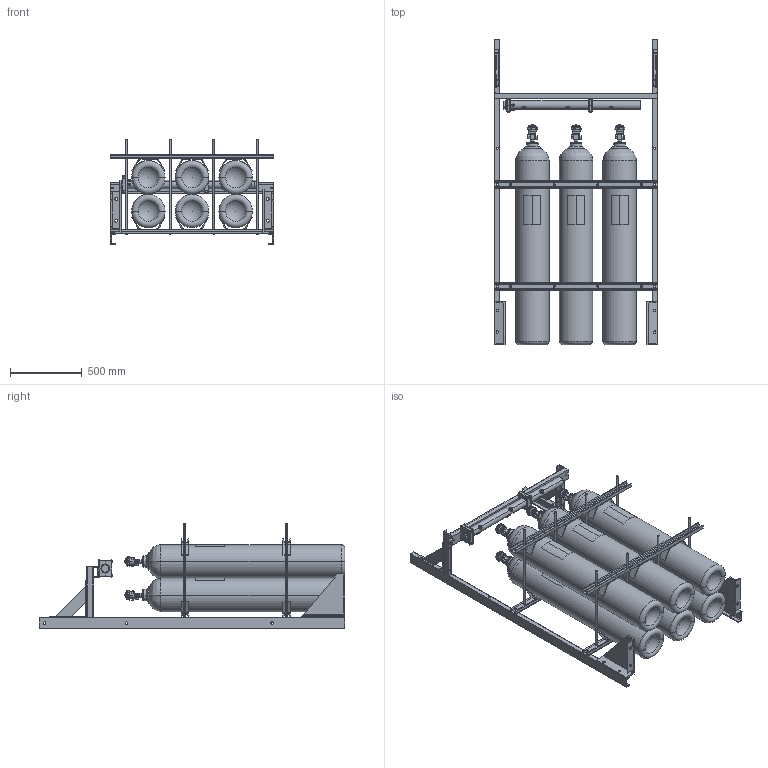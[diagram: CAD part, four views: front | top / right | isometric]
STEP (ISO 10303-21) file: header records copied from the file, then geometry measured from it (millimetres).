
FILE_DESCRIPTION (( 'STEP AP214' ), '1' );
FILE_NAME ('Cylinder Storage Rack, 49L, Structural, Red Painted (6 cylinder 3x2) Six Cylinders.STEP', '2020-04-30T15:03:35', ( '' ), ( '' ), 'SwSTEP 2.0', 'SolidWorks 2019', '' );
FILE_SCHEMA (( 'AUTOMOTIVE_DESIGN' ));
Length unit declared in the file: inch
Products named in the file (34): P-000-950-098.stp; 8BC300-25E_CYLINDER.stp; V_MULLER_470B0020.stp; Tank_49L.stp; P-000-950-058.stp; 470B0020_HANDLE.stp; P-000-950-057.stp; PLUG_HEX HD_1.500 NPT M_CL 3000_ALY STL_GALV.stp; Z-000-950-115_AS-01.stp; 470B0020_PLATE.stp; P-000-950-085.stp; P-000-950-094.stp; Cylinder Storage Rack, 49L, Structural, Red Painted (6 cylinder 3x2) Six Cylinders; P-000-950-088.stp; P-000-950-092.stp; Cylinder Storage Rack, 49L, Structural, Red Painted (6 cylinder 3x2) Six Cylinders.stp; P-000-950-111 (-02).stp; P-000-950-110(-02).stp; P-000-950-083.stp; CLAMP_MCMASTER-CARR_3015T315.stp; 470B0020_HEX NUT.stp; P-000-950-081.stp; 470B0020_HOUSING.stp; PLUG_HEX HD_0.250 NPT M_CL 3000_ALY STL_GALV.stp
Assembly tree (78 placements, depth 5):
  Cylinder Storage Rack, 49L, Structural, Red Painted (6 cylinder 3x2) Six Cylinders
    Cylinder Storage Rack, 49L, Structural, Red Painted (6 cylinder 3x2) Six Cylinders.stp
      P-000-950-094.stp
        CLAMP_MCMASTER-CARR_3015T315.stp  x2
        P-000-950-092.stp
      Tank_49L.stp
        V_MULLER_470B0020.stp
          470B0020_HOUSING.stp
          470B0020_PLATE.stp
          470B0020_HANDLE.stp
          470B0020_HEX NUT.stp
        8BC300-25E_CYLINDER.stp
        Z-000-950-115_AS-01.stp
      Tank_49L.stp
        V_MULLER_470B0020.stp
          470B0020_HOUSING.stp
          470B0020_PLATE.stp
          470B0020_HANDLE.stp
          470B0020_HEX NUT.stp
        8BC300-25E_CYLINDER.stp
        Z-000-950-115_AS-01.stp
      Tank_49L.stp
        V_MULLER_470B0020.stp
          470B0020_HOUSING.stp
          470B0020_PLATE.stp
          470B0020_HANDLE.stp
          470B0020_HEX NUT.stp
        8BC300-25E_CYLINDER.stp
        Z-000-950-115_AS-01.stp
      Tank_49L.stp
        V_MULLER_470B0020.stp
          470B0020_HOUSING.stp
          470B0020_PLATE.stp
          470B0020_HANDLE.stp
          470B0020_HEX NUT.stp
        8BC300-25E_CYLINDER.stp
        Z-000-950-115_AS-01.stp
      Tank_49L.stp
        V_MULLER_470B0020.stp
          470B0020_HOUSING.stp
          470B0020_PLATE.stp
          470B0020_HANDLE.stp
          470B0020_HEX NUT.stp
        8BC300-25E_CYLINDER.stp
        Z-000-950-115_AS-01.stp
      Tank_49L.stp
        V_MULLER_470B0020.stp
          470B0020_HOUSING.stp
          470B0020_PLATE.stp
          470B0020_HANDLE.stp
          470B0020_HEX NUT.stp
        8BC300-25E_CYLINDER.stp
        Z-000-950-115_AS-01.stp
      P-000-950-111 (-02).stp
        PLUG_HEX HD_1.500 NPT M_CL 3000_ALY STL_GALV.stp
        PLUG_HEX HD_0.250 NPT M_CL 3000_ALY STL_GALV.stp  x2
        P-000-950-110(-02).stp
      P-000-950-081.stp  x2
      P-000-950-098.stp  x4
      P-000-950-083.stp  x2
Bounding box: 1143.25 x 2133.6 x 733.42 mm (x, y, z)
Volume: 56128636.5 mm3; surface area: 17269134.9 mm2
Topology: 101 solids, 101 shells, 3619 faces, 8906 edges, 5594 vertices
Faces by surface type: plane 1277, cylinder 956, cone 612, bspline 516, torus 222, sphere 36
Entity records: 45181 total; most frequent: CARTESIAN_POINT 22155, ORIENTED_EDGE 4518, DIRECTION 4422, EDGE_CURVE 2259, AXIS2_PLACEMENT_3D 1729, VERTEX_POINT 1439, EDGE_LOOP 1076, LINE 964
